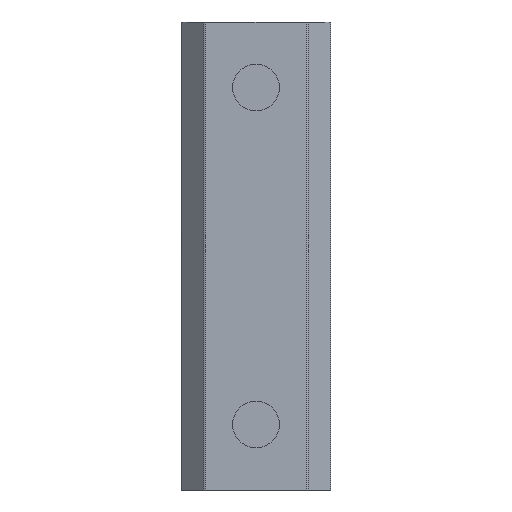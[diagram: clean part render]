
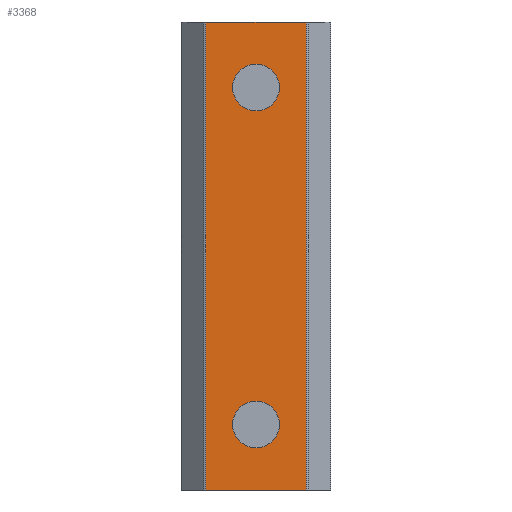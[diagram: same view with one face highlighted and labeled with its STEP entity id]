
A CAD part, front view. The second image highlights one B-rep face of the part: STEP entity #3368.
In plain terms, the highlighted planar face has unit normal (0, -1, 0).
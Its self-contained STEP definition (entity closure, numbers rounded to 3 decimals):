
#67 = CIRCLE ( 'NONE', #3552, 2.5 ) ;
#77 = PLANE ( 'NONE',  #1127 ) ;
#215 = VERTEX_POINT ( 'NONE', #771 ) ;
#288 = CARTESIAN_POINT ( 'NONE',  ( 5.376, 0., -25. ) ) ;
#416 = ORIENTED_EDGE ( 'NONE', *, *, #2939, .F. ) ;
#446 = DIRECTION ( 'NONE',  ( -1., 0., 0. ) ) ;
#463 = VERTEX_POINT ( 'NONE', #2563 ) ;
#472 = VECTOR ( 'NONE', #4092, 1000. ) ;
#492 = DIRECTION ( 'NONE',  ( 0., 0., 1. ) ) ;
#525 = ORIENTED_EDGE ( 'NONE', *, *, #1105, .F. ) ;
#550 = DIRECTION ( 'NONE',  ( 1., 0., 0. ) ) ;
#568 = CARTESIAN_POINT ( 'NONE',  ( 0., 0., -20.5 ) ) ;
#661 = CARTESIAN_POINT ( 'NONE',  ( -5.376, 0., 25. ) ) ;
#670 = ORIENTED_EDGE ( 'NONE', *, *, #874, .F. ) ;
#693 = VERTEX_POINT ( 'NONE', #1804 ) ;
#771 = CARTESIAN_POINT ( 'NONE',  ( 0., 0., 15.5 ) ) ;
#809 = VECTOR ( 'NONE', #4052, 1000. ) ;
#831 = CARTESIAN_POINT ( 'NONE',  ( 5.376, 0., 25. ) ) ;
#874 = EDGE_CURVE ( 'NONE', #4271, #693, #3157, .T. ) ;
#915 = EDGE_CURVE ( 'NONE', #1476, #3184, #3258, .T. ) ;
#998 = CIRCLE ( 'NONE', #3166, 2.5 ) ;
#1077 = CARTESIAN_POINT ( 'NONE',  ( 5.5, 0., 25. ) ) ;
#1105 = EDGE_CURVE ( 'NONE', #693, #4271, #4076, .T. ) ;
#1127 = AXIS2_PLACEMENT_3D ( 'NONE', #3140, #2094, #446 ) ;
#1139 = DIRECTION ( 'NONE',  ( 0., 0., -1. ) ) ;
#1167 = CARTESIAN_POINT ( 'NONE',  ( 0., 0., 20.5 ) ) ;
#1203 = ORIENTED_EDGE ( 'NONE', *, *, #1446, .F. ) ;
#1215 = DIRECTION ( 'NONE',  ( 0., -1., 0. ) ) ;
#1340 = DIRECTION ( 'NONE',  ( 0., -1., 0. ) ) ;
#1412 = ORIENTED_EDGE ( 'NONE', *, *, #915, .F. ) ;
#1417 = AXIS2_PLACEMENT_3D ( 'NONE', #3671, #1340, #1968 ) ;
#1432 = LINE ( 'NONE', #661, #472 ) ;
#1446 = EDGE_CURVE ( 'NONE', #2882, #215, #67, .T. ) ;
#1476 = VERTEX_POINT ( 'NONE', #831 ) ;
#1536 = ORIENTED_EDGE ( 'NONE', *, *, #3220, .F. ) ;
#1539 = EDGE_LOOP ( 'NONE', ( #525, #670 ) ) ;
#1553 = DIRECTION ( 'NONE',  ( 0., 0., 1. ) ) ;
#1641 = LINE ( 'NONE', #1077, #3561 ) ;
#1746 = FACE_BOUND ( 'NONE', #1539, .T. ) ;
#1760 = LINE ( 'NONE', #2988, #809 ) ;
#1804 = CARTESIAN_POINT ( 'NONE',  ( 0., 0., -15.5 ) ) ;
#1886 = CARTESIAN_POINT ( 'NONE',  ( 5.376, 0., 25. ) ) ;
#1968 = DIRECTION ( 'NONE',  ( 0., 0., 1. ) ) ;
#1969 = EDGE_CURVE ( 'NONE', #3184, #463, #1760, .T. ) ;
#2037 = ORIENTED_EDGE ( 'NONE', *, *, #1969, .F. ) ;
#2094 = DIRECTION ( 'NONE',  ( 0., 1., 0. ) ) ;
#2243 = VECTOR ( 'NONE', #1139, 1000. ) ;
#2319 = FACE_BOUND ( 'NONE', #2733, .T. ) ;
#2381 = ORIENTED_EDGE ( 'NONE', *, *, #3481, .F. ) ;
#2497 = CARTESIAN_POINT ( 'NONE',  ( 0., 0., 18. ) ) ;
#2522 = DIRECTION ( 'NONE',  ( 0., -1., 0. ) ) ;
#2563 = CARTESIAN_POINT ( 'NONE',  ( -5.376, 0., -25. ) ) ;
#2681 = AXIS2_PLACEMENT_3D ( 'NONE', #2890, #3586, #1553 ) ;
#2733 = EDGE_LOOP ( 'NONE', ( #1203, #416 ) ) ;
#2855 = DIRECTION ( 'NONE',  ( 0., 0., 1. ) ) ;
#2882 = VERTEX_POINT ( 'NONE', #1167 ) ;
#2890 = CARTESIAN_POINT ( 'NONE',  ( 0., 0., -18. ) ) ;
#2902 = CARTESIAN_POINT ( 'NONE',  ( 0., 0., 18. ) ) ;
#2939 = EDGE_CURVE ( 'NONE', #215, #2882, #998, .T. ) ;
#2988 = CARTESIAN_POINT ( 'NONE',  ( 5.5, 0., -25. ) ) ;
#3140 = CARTESIAN_POINT ( 'NONE',  ( 5.5, 0., 25. ) ) ;
#3157 = CIRCLE ( 'NONE', #2681, 2.5 ) ;
#3166 = AXIS2_PLACEMENT_3D ( 'NONE', #2497, #2522, #2855 ) ;
#3184 = VERTEX_POINT ( 'NONE', #288 ) ;
#3220 = EDGE_CURVE ( 'NONE', #463, #3768, #1432, .T. ) ;
#3258 = LINE ( 'NONE', #1886, #2243 ) ;
#3364 = CARTESIAN_POINT ( 'NONE',  ( -5.376, 0., 25. ) ) ;
#3368 = ADVANCED_FACE ( 'NONE', ( #1746, #2319, #3996 ), #77, .F. ) ;
#3481 = EDGE_CURVE ( 'NONE', #3768, #1476, #1641, .T. ) ;
#3552 = AXIS2_PLACEMENT_3D ( 'NONE', #2902, #1215, #492 ) ;
#3561 = VECTOR ( 'NONE', #550, 1000. ) ;
#3586 = DIRECTION ( 'NONE',  ( 0., -1., 0. ) ) ;
#3671 = CARTESIAN_POINT ( 'NONE',  ( 0., 0., -18. ) ) ;
#3768 = VERTEX_POINT ( 'NONE', #3364 ) ;
#3996 = FACE_OUTER_BOUND ( 'NONE', #4314, .T. ) ;
#4052 = DIRECTION ( 'NONE',  ( -1., 0., 0. ) ) ;
#4076 = CIRCLE ( 'NONE', #1417, 2.5 ) ;
#4092 = DIRECTION ( 'NONE',  ( 0., 0., 1. ) ) ;
#4271 = VERTEX_POINT ( 'NONE', #568 ) ;
#4314 = EDGE_LOOP ( 'NONE', ( #2037, #1412, #2381, #1536 ) ) ;
